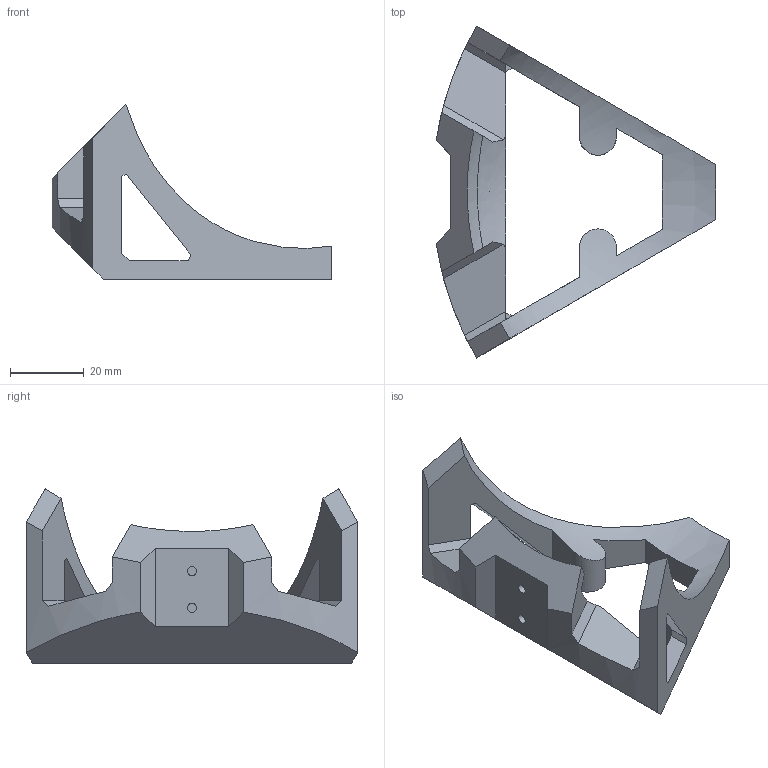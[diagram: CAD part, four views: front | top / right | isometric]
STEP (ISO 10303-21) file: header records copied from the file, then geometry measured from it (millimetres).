
FILE_DESCRIPTION(('Open CASCADE Model'),'2;1');
FILE_NAME('Open CASCADE Shape Model','2025-06-30T04:10:24',('Author'),( 'Open CASCADE'),'Open CASCADE STEP processor 7.7','Open CASCADE 7.7' ,'Unknown');
FILE_SCHEMA(('AUTOMOTIVE_DESIGN { 1 0 10303 214 1 1 1 1 }'));
Length unit declared in the file: millimetre
Products named in the file (1): Open CASCADE STEP translator 7.7 122
Bounding box: 75.93 x 90 x 47.32 mm (x, y, z)
Volume: 37604.9 mm3; surface area: 14714.1 mm2
Topology: 1 solids, 1 shells, 59 faces, 170 edges, 114 vertices
Faces by surface type: plane 47, cylinder 7, revolution 3, extrusion 2
Full cylindrical faces by diameter (mm): 2.5 x5
Entity records: 7891 total; most frequent: CARTESIAN_POINT 4733, DIRECTION 495, ORIENTED_EDGE 338, PCURVE 338, DEFINITIONAL_REPRESENTATION 338, VECTOR 337, LINE 335, EDGE_CURVE 169
